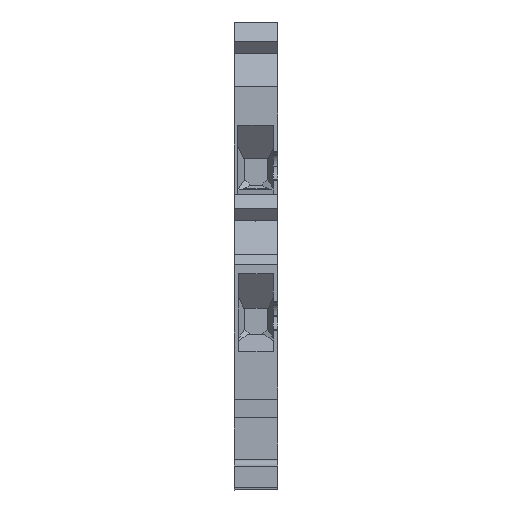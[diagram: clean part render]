
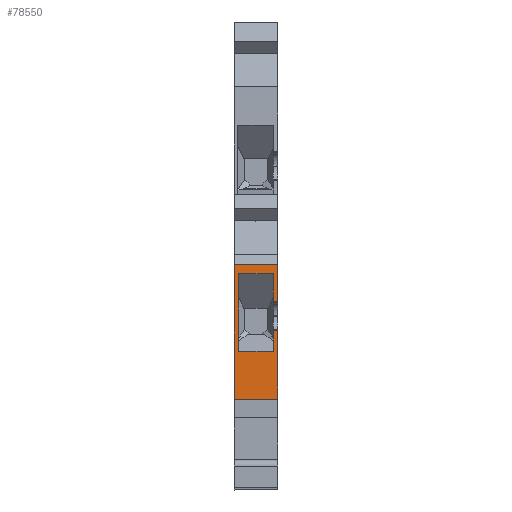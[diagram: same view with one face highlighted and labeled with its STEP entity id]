
A CAD part, front view. The second image highlights one B-rep face of the part: STEP entity #78550.
In plain terms, the highlighted face is planar.
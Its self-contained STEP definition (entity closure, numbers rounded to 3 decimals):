
#5390=CARTESIAN_POINT('',(1.934,-4.884,
-5.76));
#5400=VERTEX_POINT('',#5390);
#5430=CARTESIAN_POINT('',(1.334,0.,
-5.76));
#5440=DIRECTION('',(-0.122,0.993,
0.));
#5450=VECTOR('',#5440,1.);
#5460=LINE('',#5430,#5450);
#5470=CARTESIAN_POINT('',(4.253,-23.777,
-5.76));
#5480=VERTEX_POINT('',#5470);
#5490=EDGE_CURVE('',#5480,#5400,#5460,.T.);
#24730=CARTESIAN_POINT('',(4.253,-23.777,
0.39));
#24740=VERTEX_POINT('',#24730);
#24770=CARTESIAN_POINT('',(4.253,-23.777,
0.39));
#24780=DIRECTION('',(-0.122,0.993,
0.));
#24790=VECTOR('',#24780,1.);
#24800=LINE('',#24770,#24790);
#24810=CARTESIAN_POINT('',(3.069,-14.135,
0.39));
#24820=VERTEX_POINT('',#24810);
#24830=EDGE_CURVE('',#24740,#24820,#24800,.T.);
#25230=CARTESIAN_POINT('',(2.561,-9.994,
0.39));
#25240=VERTEX_POINT('',#25230);
#25270=CARTESIAN_POINT('',(1.934,-4.884,
0.39));
#25280=VERTEX_POINT('',#25270);
#25290=EDGE_CURVE('',#25240,#25280,#24800,.T.);
#77790=CARTESIAN_POINT('',(2.041,-5.757,
0.39));
#77800=DIRECTION('',(-0.993,-0.122,
0.));
#77810=DIRECTION('',(0.,0.,-1.));
#77820=AXIS2_PLACEMENT_3D('',#77790,#77800,#77810);
#77830=PLANE('',#77820);
#77840=CARTESIAN_POINT('',(2.084,-6.108,
0.));
#77850=DIRECTION('',(0.,0.,-1.));
#77860=VECTOR('',#77850,1.);
#77870=LINE('',#77840,#77860);
#77880=CARTESIAN_POINT('',(2.084,-6.108,
-0.21));
#77890=VERTEX_POINT('',#77880);
#77900=CARTESIAN_POINT('',(2.084,-6.108,
-5.16));
#77910=VERTEX_POINT('',#77900);
#77920=EDGE_CURVE('',#77890,#77910,#77870,.T.);
#77930=ORIENTED_EDGE('',*,*,#77920,.F.);
#77940=CARTESIAN_POINT('',(1.334,0.,
-5.16));
#77950=DIRECTION('',(0.122,-0.993,
0.));
#77960=VECTOR('',#77950,1.);
#77970=LINE('',#77940,#77960);
#77980=CARTESIAN_POINT('',(3.43,-17.075,
-5.16));
#77990=VERTEX_POINT('',#77980);
#78000=EDGE_CURVE('',#77910,#77990,#77970,.T.);
#78010=ORIENTED_EDGE('',*,*,#78000,.F.);
#78020=CARTESIAN_POINT('',(3.43,-17.075,
0.));
#78030=DIRECTION('',(0.,0.,-1.));
#78040=VECTOR('',#78030,1.);
#78050=LINE('',#78020,#78040);
#78060=CARTESIAN_POINT('',(3.43,-17.075,
-0.21));
#78070=VERTEX_POINT('',#78060);
#78080=EDGE_CURVE('',#78070,#77990,#78050,.T.);
#78090=ORIENTED_EDGE('',*,*,#78080,.T.);
#78100=CARTESIAN_POINT('',(1.334,0.,
-0.21));
#78110=DIRECTION('',(-0.122,0.993,
0.));
#78120=VECTOR('',#78110,1.);
#78130=LINE('',#78100,#78120);
#78140=CARTESIAN_POINT('',(3.069,-14.135,
-0.21));
#78150=VERTEX_POINT('',#78140);
#78160=EDGE_CURVE('',#78070,#78150,#78130,.T.);
#78170=ORIENTED_EDGE('',*,*,#78160,.F.);
#78180=CARTESIAN_POINT('',(3.069,-14.135,
0.));
#78190=DIRECTION('',(0.,0.,1.));
#78200=VECTOR('',#78190,1.);
#78210=LINE('',#78180,#78200);
#78220=EDGE_CURVE('',#78150,#24820,#78210,.T.);
#78230=ORIENTED_EDGE('',*,*,#78220,.F.);
#78240=ORIENTED_EDGE('',*,*,#24830,.T.);
#78250=CARTESIAN_POINT('',(4.253,-23.777,
0.));
#78260=DIRECTION('',(0.,0.,1.));
#78270=VECTOR('',#78260,1.);
#78280=LINE('',#78250,#78270);
#78290=EDGE_CURVE('',#5480,#24740,#78280,.T.);
#78300=ORIENTED_EDGE('',*,*,#78290,.T.);
#78310=ORIENTED_EDGE('',*,*,#5490,.F.);
#78320=CARTESIAN_POINT('',(1.934,-4.884,
0.));
#78330=DIRECTION('',(0.,0.,1.));
#78340=VECTOR('',#78330,1.);
#78350=LINE('',#78320,#78340);
#78360=EDGE_CURVE('',#5400,#25280,#78350,.T.);
#78370=ORIENTED_EDGE('',*,*,#78360,.F.);
#78380=ORIENTED_EDGE('',*,*,#25290,.T.);
#78390=CARTESIAN_POINT('',(2.561,-9.994,
0.));
#78400=DIRECTION('',(0.,0.,-1.));
#78410=VECTOR('',#78400,1.);
#78420=LINE('',#78390,#78410);
#78430=CARTESIAN_POINT('',(2.561,-9.994,
-0.21));
#78440=VERTEX_POINT('',#78430);
#78450=EDGE_CURVE('',#25240,#78440,#78420,.T.);
#78460=ORIENTED_EDGE('',*,*,#78450,.F.);
#78470=CARTESIAN_POINT('',(1.334,0.,
-0.21));
#78480=DIRECTION('',(-0.122,0.993,
0.));
#78490=VECTOR('',#78480,1.);
#78500=LINE('',#78470,#78490);
#78510=EDGE_CURVE('',#78440,#77890,#78500,.T.);
#78520=ORIENTED_EDGE('',*,*,#78510,.F.);
#78530=EDGE_LOOP('',(#78520,#78460,#78380,#78370,#78310,#78300,#78240,
#78230,#78170,#78090,#78010,#77930));
#78540=FACE_OUTER_BOUND('',#78530,.T.);
#78550=ADVANCED_FACE('',(#78540),#77830,.T.);
